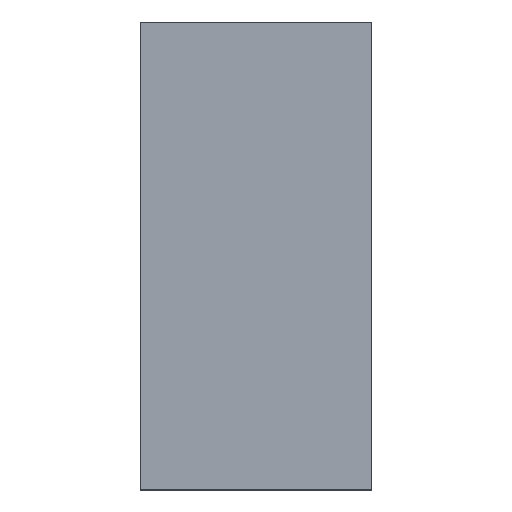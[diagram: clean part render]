
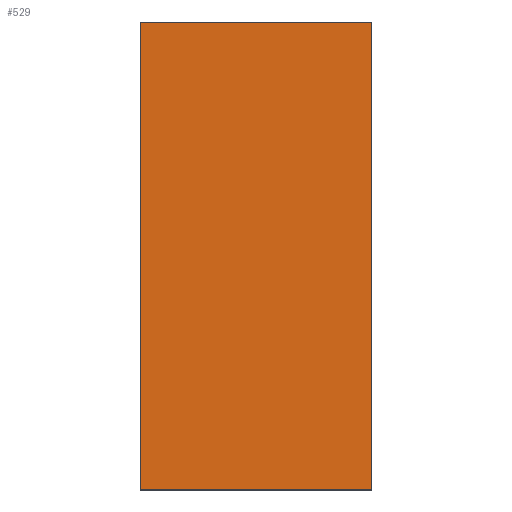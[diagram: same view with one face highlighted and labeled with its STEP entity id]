
A CAD part, top view. The second image highlights one B-rep face of the part: STEP entity #529.
In plain terms, the highlighted planar face has unit normal (0, 0, 1).
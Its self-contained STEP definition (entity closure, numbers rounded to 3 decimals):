
#521=AXIS2_PLACEMENT_3D('Plane Axis2P3D',#518,#519,#520) ;
#366=CARTESIAN_POINT('Vertex',(4.975,0.,2.912)) ;
#373=CARTESIAN_POINT('Vertex',(4.975,9.8,2.912)) ;
#376=CARTESIAN_POINT('Line Origine',(4.975,4.9,2.912)) ;
#393=CARTESIAN_POINT('Line Origine',(2.55,0.,2.912)) ;
#397=CARTESIAN_POINT('Vertex',(0.125,0.,2.912)) ;
#417=CARTESIAN_POINT('Line Origine',(0.125,4.9,2.912)) ;
#421=CARTESIAN_POINT('Vertex',(0.125,9.8,2.912)) ;
#441=CARTESIAN_POINT('Line Origine',(2.55,9.8,2.912)) ;
#518=CARTESIAN_POINT('Axis2P3D Location',(2.55,0.,2.912)) ;
#377=DIRECTION('Vector Direction',(0.,1.,0.)) ;
#394=DIRECTION('Vector Direction',(1.,0.,0.)) ;
#418=DIRECTION('Vector Direction',(0.,1.,0.)) ;
#442=DIRECTION('Vector Direction',(1.,0.,0.)) ;
#519=DIRECTION('Axis2P3D Direction',(0.,0.,-1.)) ;
#520=DIRECTION('Axis2P3D XDirection',(0.,1.,0.)) ;
#378=VECTOR('Line Direction',#377,1.) ;
#395=VECTOR('Line Direction',#394,1.) ;
#419=VECTOR('Line Direction',#418,1.) ;
#443=VECTOR('Line Direction',#442,1.) ;
#524=ORIENTED_EDGE('',*,*,#380,.T.) ;
#525=ORIENTED_EDGE('',*,*,#445,.F.) ;
#526=ORIENTED_EDGE('',*,*,#423,.F.) ;
#527=ORIENTED_EDGE('',*,*,#399,.T.) ;
#529=ADVANCED_FACE('S3D gedreht',(#528),#522,.F.) ;
#380=EDGE_CURVE('',#367,#374,#379,.T.) ;
#399=EDGE_CURVE('',#398,#367,#396,.T.) ;
#423=EDGE_CURVE('',#398,#422,#420,.T.) ;
#445=EDGE_CURVE('',#422,#374,#444,.T.) ;
#523=EDGE_LOOP('',(#524,#525,#526,#527)) ;
#528=FACE_OUTER_BOUND('',#523,.T.) ;
#379=LINE('Line',#376,#378) ;
#396=LINE('Line',#393,#395) ;
#420=LINE('Line',#417,#419) ;
#444=LINE('Line',#441,#443) ;
#522=PLANE('',#521) ;
#367=VERTEX_POINT('',#366) ;
#374=VERTEX_POINT('',#373) ;
#398=VERTEX_POINT('',#397) ;
#422=VERTEX_POINT('',#421) ;
